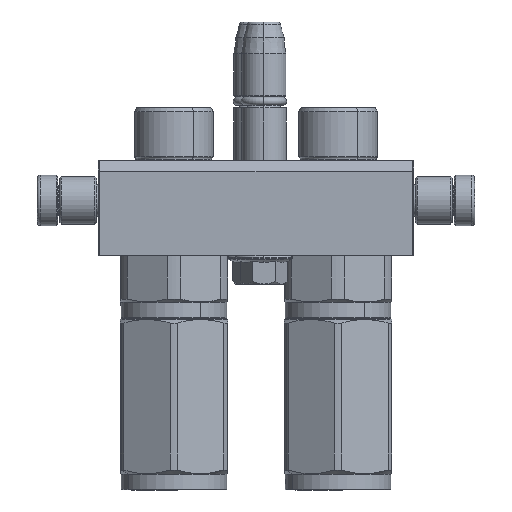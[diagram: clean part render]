
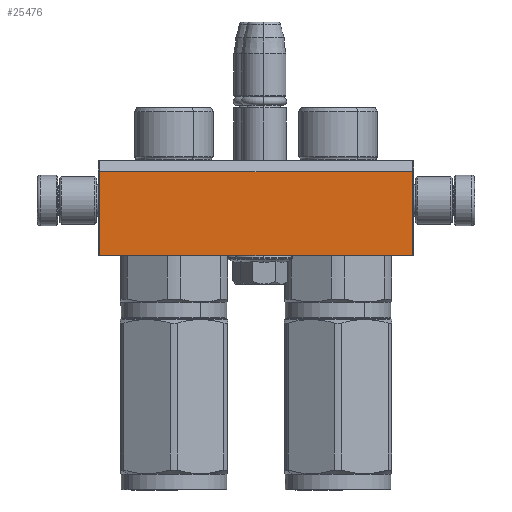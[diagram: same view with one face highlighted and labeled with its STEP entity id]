
A CAD part, left-side view. The second image highlights one B-rep face of the part: STEP entity #25476.
In plain terms, the highlighted face is planar.
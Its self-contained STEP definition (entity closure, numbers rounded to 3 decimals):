
#2364 = LINE ( 'NONE', #4748, #28866 ) ;
#2747 = EDGE_CURVE ( 'NONE', #10409, #37010, #30801, .T. ) ;
#4055 = CARTESIAN_POINT ( 'NONE',  ( -49.5, -15., 56. ) ) ;
#4748 = CARTESIAN_POINT ( 'NONE',  ( 49.5, -15., 56. ) ) ;
#4969 = LINE ( 'NONE', #37297, #44977 ) ;
#5461 = CARTESIAN_POINT ( 'NONE',  ( -50., -15., 56. ) ) ;
#5774 = EDGE_LOOP ( 'NONE', ( #6756, #37457, #42663, #14336 ) ) ;
#6421 = LINE ( 'NONE', #14901, #32869 ) ;
#6756 = ORIENTED_EDGE ( 'NONE', *, *, #29081, .T. ) ;
#9893 = DIRECTION ( 'NONE',  ( 1., 0., 0. ) ) ;
#10409 = VERTEX_POINT ( 'NONE', #4055 ) ;
#11688 = VECTOR ( 'NONE', #48787, 1000. ) ;
#12202 = CARTESIAN_POINT ( 'NONE',  ( 49.5, -15., 56. ) ) ;
#12825 = DIRECTION ( 'NONE',  ( 0., 1., 0. ) ) ;
#14336 = ORIENTED_EDGE ( 'NONE', *, *, #2747, .F. ) ;
#14901 = CARTESIAN_POINT ( 'NONE',  ( -49.5, 11.536, 56. ) ) ;
#20754 = CARTESIAN_POINT ( 'NONE',  ( 49.5, 11.536, 56. ) ) ;
#25476 = ADVANCED_FACE ( 'NONE', ( #29487 ), #37147, .T. ) ;
#28866 = VECTOR ( 'NONE', #12825, 1000. ) ;
#29018 = VERTEX_POINT ( 'NONE', #20754 ) ;
#29081 = EDGE_CURVE ( 'NONE', #10409, #44624, #4969, .T. ) ;
#29487 = FACE_OUTER_BOUND ( 'NONE', #5774, .T. ) ;
#30801 = LINE ( 'NONE', #39749, #11688 ) ;
#32869 = VECTOR ( 'NONE', #46364, 1000. ) ;
#33307 = DIRECTION ( 'NONE',  ( 0., 0., 1. ) ) ;
#37010 = VERTEX_POINT ( 'NONE', #46189 ) ;
#37147 = PLANE ( 'NONE',  #44733 ) ;
#37297 = CARTESIAN_POINT ( 'NONE',  ( -49.5, -15., 56. ) ) ;
#37457 = ORIENTED_EDGE ( 'NONE', *, *, #50557, .T. ) ;
#39749 = CARTESIAN_POINT ( 'NONE',  ( -49.5, -15., 56. ) ) ;
#40729 = DIRECTION ( 'NONE',  ( 1., 0., 0. ) ) ;
#42663 = ORIENTED_EDGE ( 'NONE', *, *, #47431, .F. ) ;
#44624 = VERTEX_POINT ( 'NONE', #12202 ) ;
#44733 = AXIS2_PLACEMENT_3D ( 'NONE', #5461, #33307, #40729 ) ;
#44977 = VECTOR ( 'NONE', #9893, 1000. ) ;
#46189 = CARTESIAN_POINT ( 'NONE',  ( -49.5, 11.536, 56. ) ) ;
#46364 = DIRECTION ( 'NONE',  ( 1., 0., 0. ) ) ;
#47431 = EDGE_CURVE ( 'NONE', #37010, #29018, #6421, .T. ) ;
#48787 = DIRECTION ( 'NONE',  ( 0., 1., 0. ) ) ;
#50557 = EDGE_CURVE ( 'NONE', #44624, #29018, #2364, .T. ) ;
